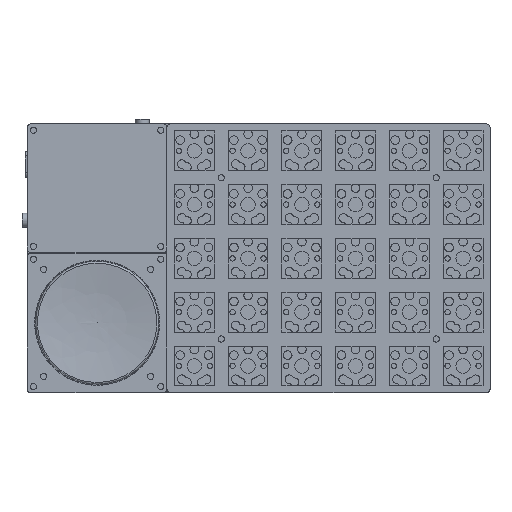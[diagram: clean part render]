
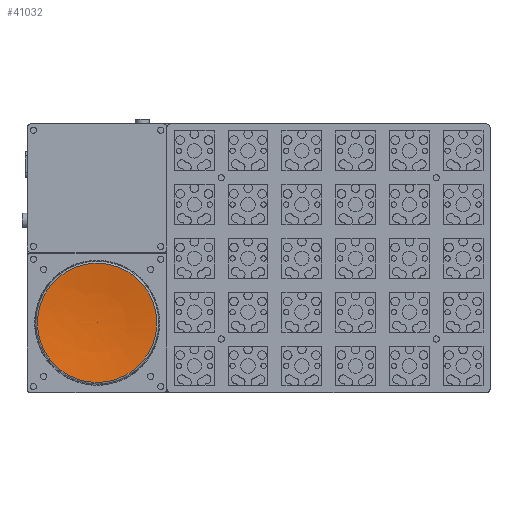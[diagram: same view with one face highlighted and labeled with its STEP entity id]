
A CAD part, top view. The second image highlights one B-rep face of the part: STEP entity #41032.
In plain terms, the highlighted free-form (B-spline) face has degree [2, 2] with [3, 9] control points.
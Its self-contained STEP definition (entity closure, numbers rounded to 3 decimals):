
#28=(
BOUNDED_SURFACE()
B_SPLINE_SURFACE(2,2,((#60059,#60060,#60061,#60062,#60063,#60064,#60065,
#60066,#60067),(#60068,#60069,#60070,#60071,#60072,#60073,#60074,#60075,
#60076),(#60077,#60078,#60079,#60080,#60081,#60082,#60083,#60084,#60085)),
 .UNSPECIFIED.,.F.,.T.,.F.)
B_SPLINE_SURFACE_WITH_KNOTS((3,3),(3,2,2,2,3),(1.419,1.571),
(-3.142,-1.571,0.,1.571,3.142),
 .UNSPECIFIED.)
GEOMETRIC_REPRESENTATION_ITEM()
RATIONAL_B_SPLINE_SURFACE(((1.,0.707,1.,0.707,1.,
0.707,1.,0.707,1.),(0.997,0.705,
0.997,0.705,0.997,0.705,
0.997,0.705,0.997),(1.,0.707,
1.,0.707,1.,0.707,1.,0.707,1.)))
REPRESENTATION_ITEM('')
SURFACE()
);
#1614=CIRCLE('',#43245,21.133);
#1615=CIRCLE('',#43246,139.726);
#3110=FACE_OUTER_BOUND('',#5162,.T.);
#5162=EDGE_LOOP('',(#30643,#30644,#30645));
#18480=VERTEX_POINT('',#60086);
#18481=VERTEX_POINT('',#60088);
#22994=EDGE_CURVE('',#18480,#18480,#1614,.T.);
#22995=EDGE_CURVE('',#18480,#18481,#1615,.T.);
#30643=ORIENTED_EDGE('',*,*,#22994,.F.);
#30644=ORIENTED_EDGE('',*,*,#22995,.T.);
#30645=ORIENTED_EDGE('',*,*,#22995,.F.);
#41032=ADVANCED_FACE('',(#3110),#28,.T.);
#43245=AXIS2_PLACEMENT_3D('',#60087,#48601,#48602);
#43246=AXIS2_PLACEMENT_3D('',#60089,#48603,#48604);
#48601=DIRECTION('center_axis',(0.,1.,0.));
#48602=DIRECTION('ref_axis',(1.,0.,0.));
#48603=DIRECTION('center_axis',(1.,0.,0.));
#48604=DIRECTION('ref_axis',(0.,0.,-1.));
#60059=CARTESIAN_POINT('Ctrl Pts',(-0.53,-7.384,
43.832));
#60060=CARTESIAN_POINT('Ctrl Pts',(-21.664,-7.384,
43.832));
#60061=CARTESIAN_POINT('Ctrl Pts',(-21.664,-7.384,
64.965));
#60062=CARTESIAN_POINT('Ctrl Pts',(-21.664,-7.384,
86.098));
#60063=CARTESIAN_POINT('Ctrl Pts',(-0.53,-7.384,
86.098));
#60064=CARTESIAN_POINT('Ctrl Pts',(20.603,-7.384,86.098));
#60065=CARTESIAN_POINT('Ctrl Pts',(20.603,-7.384,64.965));
#60066=CARTESIAN_POINT('Ctrl Pts',(20.603,-7.384,43.832));
#60067=CARTESIAN_POINT('Ctrl Pts',(-0.53,-7.384,
43.832));
#60068=CARTESIAN_POINT('Ctrl Pts',(-0.53,-5.776,
54.337));
#60069=CARTESIAN_POINT('Ctrl Pts',(-11.158,-5.776,
54.337));
#60070=CARTESIAN_POINT('Ctrl Pts',(-11.158,-5.776,
64.965));
#60071=CARTESIAN_POINT('Ctrl Pts',(-11.158,-5.776,
75.593));
#60072=CARTESIAN_POINT('Ctrl Pts',(-0.53,-5.776,
75.593));
#60073=CARTESIAN_POINT('Ctrl Pts',(10.097,-5.776,75.593));
#60074=CARTESIAN_POINT('Ctrl Pts',(10.097,-5.776,64.965));
#60075=CARTESIAN_POINT('Ctrl Pts',(10.097,-5.776,54.337));
#60076=CARTESIAN_POINT('Ctrl Pts',(-0.53,-5.776,
54.337));
#60077=CARTESIAN_POINT('Ctrl Pts',(-0.53,-5.776,
64.965));
#60078=CARTESIAN_POINT('Ctrl Pts',(-0.53,-5.776,
64.965));
#60079=CARTESIAN_POINT('Ctrl Pts',(-0.53,-5.776,
64.965));
#60080=CARTESIAN_POINT('Ctrl Pts',(-0.53,-5.776,
64.965));
#60081=CARTESIAN_POINT('Ctrl Pts',(-0.53,-5.776,
64.965));
#60082=CARTESIAN_POINT('Ctrl Pts',(-0.53,-5.776,
64.965));
#60083=CARTESIAN_POINT('Ctrl Pts',(-0.53,-5.776,
64.965));
#60084=CARTESIAN_POINT('Ctrl Pts',(-0.53,-5.776,
64.965));
#60085=CARTESIAN_POINT('Ctrl Pts',(-0.53,-5.776,
64.965));
#60086=CARTESIAN_POINT('',(-0.53,-7.384,43.832));
#60087=CARTESIAN_POINT('Origin',(-0.53,-7.384,64.965));
#60088=CARTESIAN_POINT('',(-0.53,-5.776,64.965));
#60089=CARTESIAN_POINT('Origin',(-0.53,-145.503,64.965));
